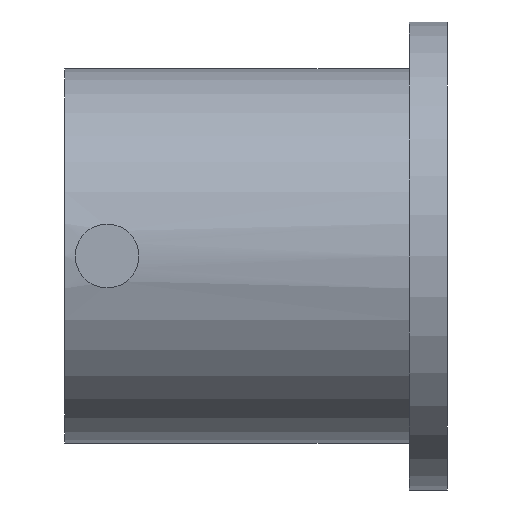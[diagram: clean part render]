
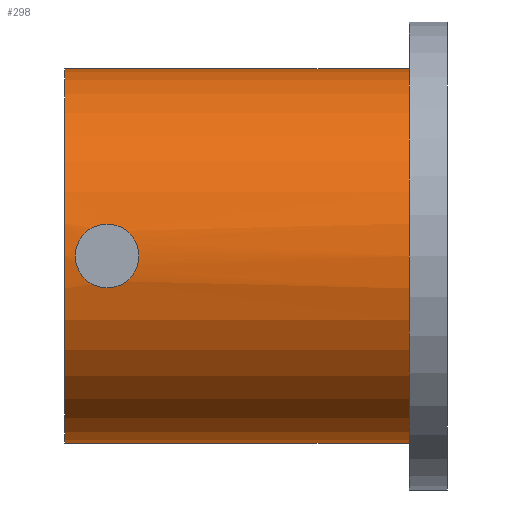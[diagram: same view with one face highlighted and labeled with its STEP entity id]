
A CAD part, front view. The second image highlights one B-rep face of the part: STEP entity #298.
In plain terms, the highlighted cylindrical face has radius 44 mm (diameter 88 mm), a full revolution.
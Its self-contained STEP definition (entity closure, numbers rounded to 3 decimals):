
#15=B_SPLINE_CURVE_WITH_KNOTS('',3,(#495,#496,#497,#498,#499,#500,#501,
#502,#503,#504),.UNSPECIFIED.,.F.,.F.,(4,2,2,2,4),(0.,0.226,
0.453,0.679,0.905),.UNSPECIFIED.);
#16=B_SPLINE_CURVE_WITH_KNOTS('',3,(#506,#507,#508,#509,#510,#511,#512,
#513,#514,#515),.UNSPECIFIED.,.F.,.F.,(4,2,2,2,4),(2.716,2.942,
3.168,3.395,3.621),.UNSPECIFIED.);
#17=B_SPLINE_CURVE_WITH_KNOTS('',3,(#516,#517,#518,#519,#520,#521,#522,
#523,#524,#525,#526,#527,#528,#529,#530,#531,#532,#533),.UNSPECIFIED.,.F.,
 .F.,(4,2,2,2,2,2,2,2,4),(0.905,1.132,1.358,
1.584,1.811,2.037,2.263,2.489,
2.716),.UNSPECIFIED.);
#18=B_SPLINE_CURVE_WITH_KNOTS('',3,(#548,#549,#550,#551,#552,#553,#554,
#555,#556,#557,#558,#559,#560,#561,#562,#563,#564,#565,#566,#567,#568,#569,
#570,#571,#572,#573),.UNSPECIFIED.,.F.,.F.,(4,2,2,2,2,2,2,2,2,2,2,2,4),
(0.,0.226,0.453,0.679,0.905,
1.132,1.358,1.584,1.811,2.037,
2.263,2.489,2.716),.UNSPECIFIED.);
#19=B_SPLINE_CURVE_WITH_KNOTS('',3,(#574,#575,#576,#577,#578,#579,#580,
#581,#582,#583),.UNSPECIFIED.,.F.,.F.,(4,2,2,2,4),(2.716,2.942,
3.168,3.395,3.621),.UNSPECIFIED.);
#32=FACE_BOUND('',#88,.T.);
#57=FACE_OUTER_BOUND('',#87,.T.);
#87=EDGE_LOOP('',(#258,#259,#260,#261,#262,#263,#264,#265,#266));
#88=EDGE_LOOP('',(#267,#268));
#101=LINE('',#596,#113);
#102=LINE('',#598,#114);
#113=VECTOR('',#445,44.);
#114=VECTOR('',#446,44.);
#126=CIRCLE('',#340,44.);
#134=CIRCLE('',#359,44.);
#146=VERTEX_POINT('',#485);
#148=VERTEX_POINT('',#493);
#149=VERTEX_POINT('',#494);
#150=VERTEX_POINT('',#505);
#154=VERTEX_POINT('',#546);
#155=VERTEX_POINT('',#547);
#159=VERTEX_POINT('',#597);
#176=EDGE_CURVE('',#146,#146,#126,.T.);
#179=EDGE_CURVE('',#148,#149,#15,.T.);
#180=EDGE_CURVE('',#150,#148,#16,.T.);
#181=EDGE_CURVE('',#149,#150,#17,.T.);
#187=EDGE_CURVE('',#154,#155,#18,.T.);
#188=EDGE_CURVE('',#155,#154,#19,.T.);
#194=EDGE_CURVE('',#146,#150,#101,.T.);
#195=EDGE_CURVE('',#149,#159,#102,.T.);
#196=EDGE_CURVE('',#159,#159,#134,.T.);
#258=ORIENTED_EDGE('',*,*,#176,.F.);
#259=ORIENTED_EDGE('',*,*,#194,.T.);
#260=ORIENTED_EDGE('',*,*,#180,.T.);
#261=ORIENTED_EDGE('',*,*,#179,.T.);
#262=ORIENTED_EDGE('',*,*,#195,.T.);
#263=ORIENTED_EDGE('',*,*,#196,.T.);
#264=ORIENTED_EDGE('',*,*,#195,.F.);
#265=ORIENTED_EDGE('',*,*,#181,.T.);
#266=ORIENTED_EDGE('',*,*,#194,.F.);
#267=ORIENTED_EDGE('',*,*,#187,.T.);
#268=ORIENTED_EDGE('',*,*,#188,.T.);
#281=CYLINDRICAL_SURFACE('',#358,44.);
#298=ADVANCED_FACE('',(#57,#32),#281,.T.);
#340=AXIS2_PLACEMENT_3D('',#486,#402,#403);
#358=AXIS2_PLACEMENT_3D('',#595,#443,#444);
#359=AXIS2_PLACEMENT_3D('',#599,#447,#448);
#402=DIRECTION('center_axis',(1.,0.,0.));
#403=DIRECTION('ref_axis',(0.,1.,0.));
#443=DIRECTION('center_axis',(1.,0.,0.));
#444=DIRECTION('ref_axis',(0.,1.,0.));
#445=DIRECTION('',(-1.,0.,0.));
#446=DIRECTION('',(-1.,0.,0.));
#447=DIRECTION('center_axis',(1.,0.,0.));
#448=DIRECTION('ref_axis',(0.,1.,0.));
#485=CARTESIAN_POINT('',(81.,-44.,0.));
#486=CARTESIAN_POINT('Origin',(81.,0.,0.));
#493=CARTESIAN_POINT('',(10.,-43.589,-6.));
#494=CARTESIAN_POINT('',(4.,-44.,0.));
#495=CARTESIAN_POINT('Ctrl Pts',(10.,-43.589,-6.));
#496=CARTESIAN_POINT('Ctrl Pts',(9.246,-43.589,-6.));
#497=CARTESIAN_POINT('Ctrl Pts',(8.442,-43.611,-5.849));
#498=CARTESIAN_POINT('Ctrl Pts',(6.964,-43.688,-5.236));
#499=CARTESIAN_POINT('Ctrl Pts',(6.29,-43.743,-4.775));
#500=CARTESIAN_POINT('Ctrl Pts',(5.225,-43.847,-3.71));
#501=CARTESIAN_POINT('Ctrl Pts',(4.764,-43.901,-3.036));
#502=CARTESIAN_POINT('Ctrl Pts',(4.151,-43.979,-1.558));
#503=CARTESIAN_POINT('Ctrl Pts',(4.,-44.,-0.754));
#504=CARTESIAN_POINT('Ctrl Pts',(4.,-44.,0.));
#505=CARTESIAN_POINT('',(16.,-44.,0.));
#506=CARTESIAN_POINT('Ctrl Pts',(16.,-44.,0.));
#507=CARTESIAN_POINT('Ctrl Pts',(16.,-44.,-0.754));
#508=CARTESIAN_POINT('Ctrl Pts',(15.849,-43.979,-1.558));
#509=CARTESIAN_POINT('Ctrl Pts',(15.236,-43.901,-3.036));
#510=CARTESIAN_POINT('Ctrl Pts',(14.775,-43.847,-3.71));
#511=CARTESIAN_POINT('Ctrl Pts',(13.71,-43.743,-4.775));
#512=CARTESIAN_POINT('Ctrl Pts',(13.036,-43.688,-5.236));
#513=CARTESIAN_POINT('Ctrl Pts',(11.558,-43.611,-5.849));
#514=CARTESIAN_POINT('Ctrl Pts',(10.754,-43.589,-6.));
#515=CARTESIAN_POINT('Ctrl Pts',(10.,-43.589,-6.));
#516=CARTESIAN_POINT('Ctrl Pts',(4.,-44.,0.));
#517=CARTESIAN_POINT('Ctrl Pts',(4.,-44.,0.754));
#518=CARTESIAN_POINT('Ctrl Pts',(4.151,-43.979,1.558));
#519=CARTESIAN_POINT('Ctrl Pts',(4.764,-43.901,3.036));
#520=CARTESIAN_POINT('Ctrl Pts',(5.225,-43.847,3.71));
#521=CARTESIAN_POINT('Ctrl Pts',(6.29,-43.743,4.775));
#522=CARTESIAN_POINT('Ctrl Pts',(6.964,-43.688,5.236));
#523=CARTESIAN_POINT('Ctrl Pts',(8.442,-43.611,5.849));
#524=CARTESIAN_POINT('Ctrl Pts',(9.246,-43.589,6.));
#525=CARTESIAN_POINT('Ctrl Pts',(10.754,-43.589,6.));
#526=CARTESIAN_POINT('Ctrl Pts',(11.558,-43.611,5.849));
#527=CARTESIAN_POINT('Ctrl Pts',(13.036,-43.688,5.236));
#528=CARTESIAN_POINT('Ctrl Pts',(13.71,-43.743,4.775));
#529=CARTESIAN_POINT('Ctrl Pts',(14.775,-43.847,3.71));
#530=CARTESIAN_POINT('Ctrl Pts',(15.236,-43.901,3.036));
#531=CARTESIAN_POINT('Ctrl Pts',(15.849,-43.979,1.558));
#532=CARTESIAN_POINT('Ctrl Pts',(16.,-44.,0.754));
#533=CARTESIAN_POINT('Ctrl Pts',(16.,-44.,0.));
#546=CARTESIAN_POINT('',(10.,43.589,-6.));
#547=CARTESIAN_POINT('',(4.,44.,0.));
#548=CARTESIAN_POINT('Ctrl Pts',(10.,43.589,-6.));
#549=CARTESIAN_POINT('Ctrl Pts',(10.754,43.589,-6.));
#550=CARTESIAN_POINT('Ctrl Pts',(11.558,43.611,-5.849));
#551=CARTESIAN_POINT('Ctrl Pts',(13.036,43.688,-5.236));
#552=CARTESIAN_POINT('Ctrl Pts',(13.71,43.743,-4.775));
#553=CARTESIAN_POINT('Ctrl Pts',(14.775,43.847,-3.71));
#554=CARTESIAN_POINT('Ctrl Pts',(15.236,43.901,-3.036));
#555=CARTESIAN_POINT('Ctrl Pts',(15.849,43.979,-1.558));
#556=CARTESIAN_POINT('Ctrl Pts',(16.,44.,-0.754));
#557=CARTESIAN_POINT('Ctrl Pts',(16.,44.,0.754));
#558=CARTESIAN_POINT('Ctrl Pts',(15.849,43.979,1.558));
#559=CARTESIAN_POINT('Ctrl Pts',(15.236,43.901,3.036));
#560=CARTESIAN_POINT('Ctrl Pts',(14.775,43.847,3.71));
#561=CARTESIAN_POINT('Ctrl Pts',(13.71,43.743,4.775));
#562=CARTESIAN_POINT('Ctrl Pts',(13.036,43.688,5.236));
#563=CARTESIAN_POINT('Ctrl Pts',(11.558,43.611,5.849));
#564=CARTESIAN_POINT('Ctrl Pts',(10.754,43.589,6.));
#565=CARTESIAN_POINT('Ctrl Pts',(9.246,43.589,6.));
#566=CARTESIAN_POINT('Ctrl Pts',(8.442,43.611,5.849));
#567=CARTESIAN_POINT('Ctrl Pts',(6.964,43.688,5.236));
#568=CARTESIAN_POINT('Ctrl Pts',(6.29,43.743,4.775));
#569=CARTESIAN_POINT('Ctrl Pts',(5.225,43.847,3.71));
#570=CARTESIAN_POINT('Ctrl Pts',(4.764,43.901,3.036));
#571=CARTESIAN_POINT('Ctrl Pts',(4.151,43.979,1.558));
#572=CARTESIAN_POINT('Ctrl Pts',(4.,44.,0.754));
#573=CARTESIAN_POINT('Ctrl Pts',(4.,44.,0.));
#574=CARTESIAN_POINT('Ctrl Pts',(4.,44.,0.));
#575=CARTESIAN_POINT('Ctrl Pts',(4.,44.,-0.754));
#576=CARTESIAN_POINT('Ctrl Pts',(4.151,43.979,-1.558));
#577=CARTESIAN_POINT('Ctrl Pts',(4.764,43.901,-3.036));
#578=CARTESIAN_POINT('Ctrl Pts',(5.225,43.847,-3.71));
#579=CARTESIAN_POINT('Ctrl Pts',(6.29,43.743,-4.775));
#580=CARTESIAN_POINT('Ctrl Pts',(6.964,43.688,-5.236));
#581=CARTESIAN_POINT('Ctrl Pts',(8.442,43.611,-5.849));
#582=CARTESIAN_POINT('Ctrl Pts',(9.246,43.589,-6.));
#583=CARTESIAN_POINT('Ctrl Pts',(10.,43.589,-6.));
#595=CARTESIAN_POINT('Origin',(0.,0.,0.));
#596=CARTESIAN_POINT('',(0.,-44.,0.));
#597=CARTESIAN_POINT('',(0.,-44.,0.));
#598=CARTESIAN_POINT('',(0.,-44.,0.));
#599=CARTESIAN_POINT('Origin',(0.,0.,0.));
